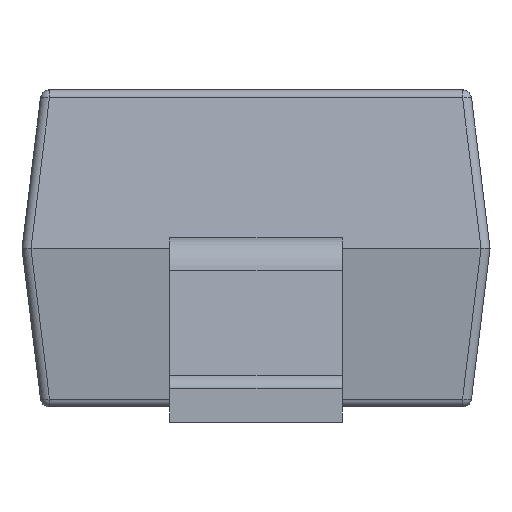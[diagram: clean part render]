
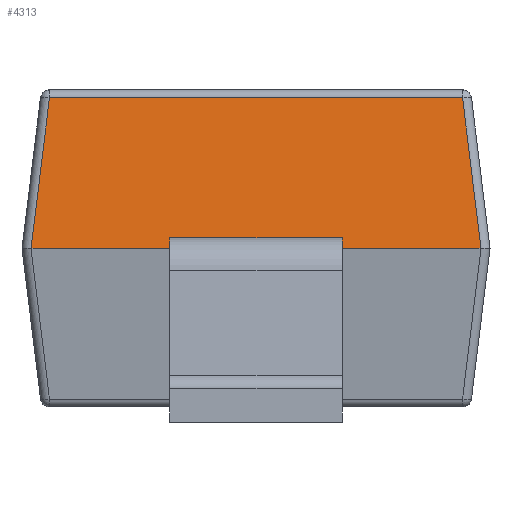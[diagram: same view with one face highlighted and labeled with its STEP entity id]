
A CAD part, left-side view. The second image highlights one B-rep face of the part: STEP entity #4313.
In plain terms, the highlighted planar face has unit normal (-0.993, 0, 0.122).
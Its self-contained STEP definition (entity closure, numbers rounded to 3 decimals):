
#13 = VERTEX_POINT ( 'NONE', #2434 ) ;
#198 = CARTESIAN_POINT ( 'NONE',  ( -1.325, -0.285, 0. ) ) ;
#392 = VECTOR ( 'NONE', #4443, 1000. ) ;
#594 = DIRECTION ( 'NONE',  ( 0., -1., 0. ) ) ;
#597 = DIRECTION ( 'NONE',  ( -0.993, 0., 0.122 ) ) ;
#685 = LINE ( 'NONE', #1380, #3818 ) ;
#689 = LINE ( 'NONE', #1083, #1505 ) ;
#810 = CARTESIAN_POINT ( 'NONE',  ( -1.325, 0.285, 0. ) ) ;
#932 = VERTEX_POINT ( 'NONE', #3609 ) ;
#970 = EDGE_CURVE ( 'NONE', #3887, #932, #4625, .T. ) ;
#1038 = CARTESIAN_POINT ( 'NONE',  ( -1.325, 0.775, 0. ) ) ;
#1083 = CARTESIAN_POINT ( 'NONE',  ( -1.325, 0.775, 0. ) ) ;
#1138 = ORIENTED_EDGE ( 'NONE', *, *, #6087, .T. ) ;
#1186 = CARTESIAN_POINT ( 'NONE',  ( -1.264, -0.684, 0.499 ) ) ;
#1236 = CARTESIAN_POINT ( 'NONE',  ( -1.321, 0.775, 0.035 ) ) ;
#1380 = CARTESIAN_POINT ( 'NONE',  ( -1.303, -0.723, 0.181 ) ) ;
#1418 = CARTESIAN_POINT ( 'NONE',  ( -1.321, -0.285, 0.035 ) ) ;
#1505 = VECTOR ( 'NONE', #4468, 1000. ) ;
#1588 = DIRECTION ( 'NONE',  ( 0.122, 0., 0.993 ) ) ;
#1624 = VERTEX_POINT ( 'NONE', #4732 ) ;
#1662 = EDGE_LOOP ( 'NONE', ( #2650, #4321, #4701, #3916, #1138, #2088, #3349, #5798 ) ) ;
#1791 = LINE ( 'NONE', #2340, #4833 ) ;
#2088 = ORIENTED_EDGE ( 'NONE', *, *, #3607, .F. ) ;
#2340 = CARTESIAN_POINT ( 'NONE',  ( -1.264, 0.711, 0.499 ) ) ;
#2379 = LINE ( 'NONE', #1236, #3207 ) ;
#2434 = CARTESIAN_POINT ( 'NONE',  ( -1.325, -0.285, 0. ) ) ;
#2553 = LINE ( 'NONE', #4764, #4949 ) ;
#2650 = ORIENTED_EDGE ( 'NONE', *, *, #5872, .T. ) ;
#2788 = VECTOR ( 'NONE', #3558, 1000. ) ;
#3020 = VERTEX_POINT ( 'NONE', #1186 ) ;
#3207 = VECTOR ( 'NONE', #4622, 1000. ) ;
#3295 = DIRECTION ( 'NONE',  ( 0.121, 0.121, 0.985 ) ) ;
#3349 = ORIENTED_EDGE ( 'NONE', *, *, #5216, .T. ) ;
#3457 = EDGE_CURVE ( 'NONE', #1624, #3887, #2553, .T. ) ;
#3502 = CARTESIAN_POINT ( 'NONE',  ( -1.325, 0.746, -0.004 ) ) ;
#3558 = DIRECTION ( 'NONE',  ( 0.122, 0., 0.993 ) ) ;
#3607 = EDGE_CURVE ( 'NONE', #13, #4142, #4362, .T. ) ;
#3609 = CARTESIAN_POINT ( 'NONE',  ( -1.321, 0.285, 0.035 ) ) ;
#3818 = VECTOR ( 'NONE', #3295, 1000. ) ;
#3872 = AXIS2_PLACEMENT_3D ( 'NONE', #1038, #597, #1588 ) ;
#3887 = VERTEX_POINT ( 'NONE', #4727 ) ;
#3916 = ORIENTED_EDGE ( 'NONE', *, *, #970, .T. ) ;
#4067 = VERTEX_POINT ( 'NONE', #4127 ) ;
#4075 = VERTEX_POINT ( 'NONE', #4268 ) ;
#4127 = CARTESIAN_POINT ( 'NONE',  ( -1.325, -0.745, 0. ) ) ;
#4141 = DIRECTION ( 'NONE',  ( 0.122, 0., 0.993 ) ) ;
#4142 = VERTEX_POINT ( 'NONE', #1418 ) ;
#4236 = DIRECTION ( 'NONE',  ( 0., 1., 0. ) ) ;
#4268 = CARTESIAN_POINT ( 'NONE',  ( -1.264, 0.684, 0.499 ) ) ;
#4313 = ADVANCED_FACE ( 'NONE', ( #4381 ), #4878, .T. ) ;
#4321 = ORIENTED_EDGE ( 'NONE', *, *, #5227, .T. ) ;
#4362 = LINE ( 'NONE', #198, #2788 ) ;
#4381 = FACE_OUTER_BOUND ( 'NONE', #1662, .T. ) ;
#4443 = DIRECTION ( 'NONE',  ( -0.121, 0.121, -0.985 ) ) ;
#4468 = DIRECTION ( 'NONE',  ( 0., -1., 0. ) ) ;
#4622 = DIRECTION ( 'NONE',  ( 0., -1., 0. ) ) ;
#4625 = LINE ( 'NONE', #810, #5829 ) ;
#4701 = ORIENTED_EDGE ( 'NONE', *, *, #3457, .T. ) ;
#4727 = CARTESIAN_POINT ( 'NONE',  ( -1.325, 0.285, 0. ) ) ;
#4732 = CARTESIAN_POINT ( 'NONE',  ( -1.325, 0.745, 0. ) ) ;
#4764 = CARTESIAN_POINT ( 'NONE',  ( -1.325, 0.775, 0. ) ) ;
#4833 = VECTOR ( 'NONE', #4236, 1000. ) ;
#4878 = PLANE ( 'NONE',  #3872 ) ;
#4949 = VECTOR ( 'NONE', #594, 1000. ) ;
#5216 = EDGE_CURVE ( 'NONE', #13, #4067, #689, .T. ) ;
#5227 = EDGE_CURVE ( 'NONE', #4075, #1624, #5712, .T. ) ;
#5363 = EDGE_CURVE ( 'NONE', #4067, #3020, #685, .T. ) ;
#5712 = LINE ( 'NONE', #3502, #392 ) ;
#5798 = ORIENTED_EDGE ( 'NONE', *, *, #5363, .T. ) ;
#5829 = VECTOR ( 'NONE', #4141, 1000. ) ;
#5872 = EDGE_CURVE ( 'NONE', #3020, #4075, #1791, .T. ) ;
#6087 = EDGE_CURVE ( 'NONE', #932, #4142, #2379, .T. ) ;
